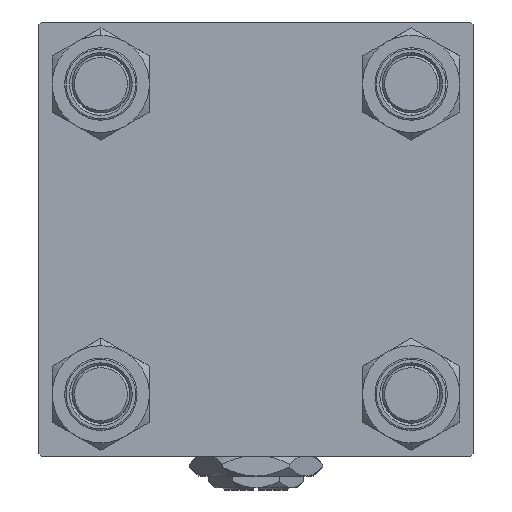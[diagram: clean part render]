
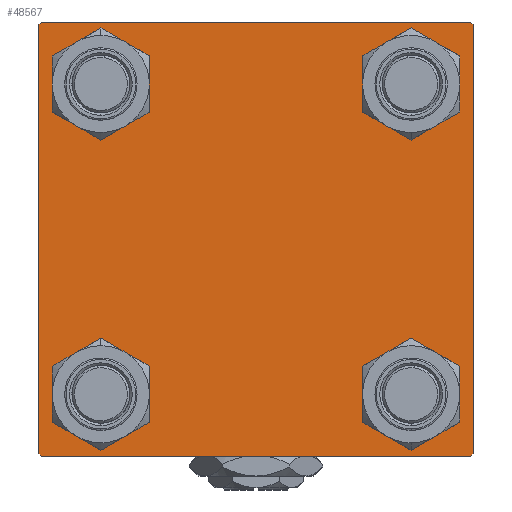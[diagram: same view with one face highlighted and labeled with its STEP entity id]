
A CAD part, left-side view. The second image highlights one B-rep face of the part: STEP entity #48567.
In plain terms, the highlighted planar face has unit normal (-1, 0, 0).
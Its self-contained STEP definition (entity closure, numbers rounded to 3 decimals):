
#1594 = CARTESIAN_POINT ( 'NONE',  ( 0., 32.15, -32.15 ) ) ;
#1742 = AXIS2_PLACEMENT_3D ( 'NONE', #8840, #28845, #45121 ) ;
#1894 = VERTEX_POINT ( 'NONE', #22132 ) ;
#2574 = DIRECTION ( 'NONE',  ( 1., 0., 0. ) ) ;
#2582 = ORIENTED_EDGE ( 'NONE', *, *, #36151, .T. ) ;
#2959 = VECTOR ( 'NONE', #7905, 1000. ) ;
#2982 = CARTESIAN_POINT ( 'NONE',  ( 0., -44.5, 45. ) ) ;
#3577 = EDGE_CURVE ( 'NONE', #16839, #31240, #32462, .T. ) ;
#4151 = VECTOR ( 'NONE', #36715, 1000. ) ;
#4555 = VECTOR ( 'NONE', #41443, 1000. ) ;
#5185 = ORIENTED_EDGE ( 'NONE', *, *, #9637, .T. ) ;
#5619 = FACE_BOUND ( 'NONE', #44735, .T. ) ;
#6125 = LINE ( 'NONE', #46676, #38560 ) ;
#6127 = DIRECTION ( 'NONE',  ( 1., 0., 0. ) ) ;
#6248 = VERTEX_POINT ( 'NONE', #43830 ) ;
#6268 = AXIS2_PLACEMENT_3D ( 'NONE', #1594, #6127, #22388 ) ;
#6409 = FACE_BOUND ( 'NONE', #16967, .T. ) ;
#6531 = CARTESIAN_POINT ( 'NONE',  ( 0., 32.15, -38.65 ) ) ;
#6606 = CIRCLE ( 'NONE', #48357, 6.5 ) ;
#6813 = CARTESIAN_POINT ( 'NONE',  ( 0., 32.15, 25.65 ) ) ;
#7206 = CARTESIAN_POINT ( 'NONE',  ( 0., -32.15, 32.15 ) ) ;
#7366 = ORIENTED_EDGE ( 'NONE', *, *, #37284, .T. ) ;
#7416 = ORIENTED_EDGE ( 'NONE', *, *, #26984, .T. ) ;
#7774 = CARTESIAN_POINT ( 'NONE',  ( 0., -44.5, -45. ) ) ;
#7897 = ORIENTED_EDGE ( 'NONE', *, *, #19898, .T. ) ;
#7905 = DIRECTION ( 'NONE',  ( 0., 0., -1. ) ) ;
#8060 = VERTEX_POINT ( 'NONE', #30997 ) ;
#8068 = VERTEX_POINT ( 'NONE', #18701 ) ;
#8515 = ORIENTED_EDGE ( 'NONE', *, *, #30484, .T. ) ;
#8840 = CARTESIAN_POINT ( 'NONE',  ( 0., -32.15, -32.15 ) ) ;
#9637 = EDGE_CURVE ( 'NONE', #50340, #6248, #10809, .T. ) ;
#9645 = ORIENTED_EDGE ( 'NONE', *, *, #35066, .T. ) ;
#10083 = AXIS2_PLACEMENT_3D ( 'NONE', #42672, #17863, #46701 ) ;
#10418 = VERTEX_POINT ( 'NONE', #6813 ) ;
#10421 = FACE_BOUND ( 'NONE', #16617, .T. ) ;
#10809 = LINE ( 'NONE', #19323, #23939 ) ;
#11666 = CARTESIAN_POINT ( 'NONE',  ( 0., 45., 45. ) ) ;
#12948 = VERTEX_POINT ( 'NONE', #20917 ) ;
#13855 = CARTESIAN_POINT ( 'NONE',  ( 0., 32.15, 32.15 ) ) ;
#14653 = VECTOR ( 'NONE', #43101, 1000. ) ;
#15646 = VECTOR ( 'NONE', #32251, 1000. ) ;
#15781 = DIRECTION ( 'NONE',  ( 0., -1., 0. ) ) ;
#15789 = CARTESIAN_POINT ( 'NONE',  ( 0., 32.15, 32.15 ) ) ;
#15965 = CARTESIAN_POINT ( 'NONE',  ( 0., -44.75, -44.75 ) ) ;
#16617 = EDGE_LOOP ( 'NONE', ( #20031, #2582 ) ) ;
#16839 = VERTEX_POINT ( 'NONE', #25581 ) ;
#16967 = EDGE_LOOP ( 'NONE', ( #24287, #38624 ) ) ;
#17027 = CIRCLE ( 'NONE', #1742, 6.5 ) ;
#17346 = DIRECTION ( 'NONE',  ( 0., 0., 1. ) ) ;
#17840 = DIRECTION ( 'NONE',  ( 1., 0., 0. ) ) ;
#17863 = DIRECTION ( 'NONE',  ( -1., 0., 0. ) ) ;
#17877 = EDGE_CURVE ( 'NONE', #50216, #41206, #30089, .T. ) ;
#18305 = CARTESIAN_POINT ( 'NONE',  ( 0., 44.75, 44.75 ) ) ;
#18660 = FACE_OUTER_BOUND ( 'NONE', #31345, .T. ) ;
#18701 = CARTESIAN_POINT ( 'NONE',  ( 0., -32.15, 25.65 ) ) ;
#18744 = CARTESIAN_POINT ( 'NONE',  ( 0., 45., 44.5 ) ) ;
#19266 = EDGE_CURVE ( 'NONE', #41206, #50216, #22479, .T. ) ;
#19323 = CARTESIAN_POINT ( 'NONE',  ( 0., 45., 45. ) ) ;
#19744 = VERTEX_POINT ( 'NONE', #46759 ) ;
#19898 = EDGE_CURVE ( 'NONE', #52255, #27468, #44058, .T. ) ;
#19952 = AXIS2_PLACEMENT_3D ( 'NONE', #50445, #21356, #17346 ) ;
#19977 = VECTOR ( 'NONE', #15781, 1000. ) ;
#20031 = ORIENTED_EDGE ( 'NONE', *, *, #22667, .T. ) ;
#20917 = CARTESIAN_POINT ( 'NONE',  ( 0., 32.15, 38.65 ) ) ;
#21356 = DIRECTION ( 'NONE',  ( 1., 0., 0. ) ) ;
#22124 = DIRECTION ( 'NONE',  ( 0., -0.707, -0.707 ) ) ;
#22132 = CARTESIAN_POINT ( 'NONE',  ( 0., -45., -44.5 ) ) ;
#22388 = DIRECTION ( 'NONE',  ( 0., 0., 1. ) ) ;
#22423 = EDGE_LOOP ( 'NONE', ( #34067, #7366 ) ) ;
#22479 = CIRCLE ( 'NONE', #47174, 6.5 ) ;
#22620 = ORIENTED_EDGE ( 'NONE', *, *, #27829, .T. ) ;
#22667 = EDGE_CURVE ( 'NONE', #19744, #36684, #17027, .T. ) ;
#22920 = DIRECTION ( 'NONE',  ( 0., 0., 1. ) ) ;
#23453 = DIRECTION ( 'NONE',  ( 0., 0., 1. ) ) ;
#23694 = CARTESIAN_POINT ( 'NONE',  ( 0., 44.5, -45. ) ) ;
#23736 = DIRECTION ( 'NONE',  ( 0., 0., 1. ) ) ;
#23939 = VECTOR ( 'NONE', #42802, 1000. ) ;
#24241 = CARTESIAN_POINT ( 'NONE',  ( 0., 32.15, -32.15 ) ) ;
#24287 = ORIENTED_EDGE ( 'NONE', *, *, #17877, .T. ) ;
#25581 = CARTESIAN_POINT ( 'NONE',  ( 0., 44.5, 45. ) ) ;
#26233 = CARTESIAN_POINT ( 'NONE',  ( 0., 32.15, -25.65 ) ) ;
#26407 = PLANE ( 'NONE',  #10083 ) ;
#26892 = ORIENTED_EDGE ( 'NONE', *, *, #37396, .F. ) ;
#26935 = DIRECTION ( 'NONE',  ( 1., 0., 0. ) ) ;
#26984 = EDGE_CURVE ( 'NONE', #16839, #50340, #42050, .T. ) ;
#27468 = VERTEX_POINT ( 'NONE', #7774 ) ;
#27829 = EDGE_CURVE ( 'NONE', #6248, #52255, #6125, .T. ) ;
#27905 = EDGE_CURVE ( 'NONE', #12948, #10418, #50498, .T. ) ;
#28438 = AXIS2_PLACEMENT_3D ( 'NONE', #15789, #40849, #48610 ) ;
#28845 = DIRECTION ( 'NONE',  ( 1., 0., 0. ) ) ;
#28997 = VERTEX_POINT ( 'NONE', #31789 ) ;
#29214 = ORIENTED_EDGE ( 'NONE', *, *, #33543, .T. ) ;
#30089 = CIRCLE ( 'NONE', #6268, 6.5 ) ;
#30484 = EDGE_CURVE ( 'NONE', #27468, #1894, #52526, .T. ) ;
#30997 = CARTESIAN_POINT ( 'NONE',  ( 0., -32.15, 38.65 ) ) ;
#31240 = VERTEX_POINT ( 'NONE', #2982 ) ;
#31345 = EDGE_LOOP ( 'NONE', ( #5185, #22620, #7897, #8515, #26892, #29214, #40912, #7416 ) ) ;
#31789 = CARTESIAN_POINT ( 'NONE',  ( 0., -45., 44.5 ) ) ;
#32251 = DIRECTION ( 'NONE',  ( 0., -0.707, 0.707 ) ) ;
#32462 = LINE ( 'NONE', #11666, #4151 ) ;
#32934 = LINE ( 'NONE', #49469, #4555 ) ;
#33543 = EDGE_CURVE ( 'NONE', #28997, #31240, #32934, .T. ) ;
#34067 = ORIENTED_EDGE ( 'NONE', *, *, #42822, .T. ) ;
#34486 = AXIS2_PLACEMENT_3D ( 'NONE', #51138, #2574, #35647 ) ;
#35066 = EDGE_CURVE ( 'NONE', #10418, #12948, #50611, .T. ) ;
#35647 = DIRECTION ( 'NONE',  ( 0., 0., 1. ) ) ;
#36151 = EDGE_CURVE ( 'NONE', #36684, #19744, #50640, .T. ) ;
#36684 = VERTEX_POINT ( 'NONE', #45793 ) ;
#36715 = DIRECTION ( 'NONE',  ( 0., -1., 0. ) ) ;
#36850 = AXIS2_PLACEMENT_3D ( 'NONE', #13855, #17840, #22920 ) ;
#37284 = EDGE_CURVE ( 'NONE', #8068, #8060, #47259, .T. ) ;
#37396 = EDGE_CURVE ( 'NONE', #28997, #1894, #52198, .T. ) ;
#38560 = VECTOR ( 'NONE', #22124, 1000. ) ;
#38624 = ORIENTED_EDGE ( 'NONE', *, *, #19266, .T. ) ;
#40057 = CARTESIAN_POINT ( 'NONE',  ( 0., 45., -45. ) ) ;
#40695 = CARTESIAN_POINT ( 'NONE',  ( 0., -45., 45. ) ) ;
#40849 = DIRECTION ( 'NONE',  ( 1., 0., 0. ) ) ;
#40912 = ORIENTED_EDGE ( 'NONE', *, *, #3577, .F. ) ;
#41206 = VERTEX_POINT ( 'NONE', #6531 ) ;
#41443 = DIRECTION ( 'NONE',  ( 0., 0.707, 0.707 ) ) ;
#41876 = FACE_BOUND ( 'NONE', #22423, .T. ) ;
#42050 = LINE ( 'NONE', #18305, #14653 ) ;
#42672 = CARTESIAN_POINT ( 'NONE',  ( 0., 0., 0. ) ) ;
#42802 = DIRECTION ( 'NONE',  ( 0., 0., -1. ) ) ;
#42822 = EDGE_CURVE ( 'NONE', #8060, #8068, #6606, .T. ) ;
#43101 = DIRECTION ( 'NONE',  ( 0., 0.707, -0.707 ) ) ;
#43635 = ORIENTED_EDGE ( 'NONE', *, *, #27905, .T. ) ;
#43830 = CARTESIAN_POINT ( 'NONE',  ( 0., 45., -44.5 ) ) ;
#44058 = LINE ( 'NONE', #40057, #19977 ) ;
#44735 = EDGE_LOOP ( 'NONE', ( #43635, #9645 ) ) ;
#45121 = DIRECTION ( 'NONE',  ( 0., 0., 1. ) ) ;
#45793 = CARTESIAN_POINT ( 'NONE',  ( 0., -32.15, -38.65 ) ) ;
#46676 = CARTESIAN_POINT ( 'NONE',  ( 0., 44.75, -44.75 ) ) ;
#46701 = DIRECTION ( 'NONE',  ( 0., 0., 1. ) ) ;
#46759 = CARTESIAN_POINT ( 'NONE',  ( 0., -32.15, -25.65 ) ) ;
#47174 = AXIS2_PLACEMENT_3D ( 'NONE', #24241, #48271, #23453 ) ;
#47259 = CIRCLE ( 'NONE', #34486, 6.5 ) ;
#48271 = DIRECTION ( 'NONE',  ( 1., 0., 0. ) ) ;
#48357 = AXIS2_PLACEMENT_3D ( 'NONE', #7206, #26935, #23736 ) ;
#48567 = ADVANCED_FACE ( 'NONE', ( #41876, #10421, #6409, #5619, #18660 ), #26407, .T. ) ;
#48610 = DIRECTION ( 'NONE',  ( 0., 0., 1. ) ) ;
#49469 = CARTESIAN_POINT ( 'NONE',  ( 0., -44.75, 44.75 ) ) ;
#50216 = VERTEX_POINT ( 'NONE', #26233 ) ;
#50340 = VERTEX_POINT ( 'NONE', #18744 ) ;
#50445 = CARTESIAN_POINT ( 'NONE',  ( 0., -32.15, -32.15 ) ) ;
#50498 = CIRCLE ( 'NONE', #36850, 6.5 ) ;
#50611 = CIRCLE ( 'NONE', #28438, 6.5 ) ;
#50640 = CIRCLE ( 'NONE', #19952, 6.5 ) ;
#51138 = CARTESIAN_POINT ( 'NONE',  ( 0., -32.15, 32.15 ) ) ;
#52198 = LINE ( 'NONE', #40695, #2959 ) ;
#52255 = VERTEX_POINT ( 'NONE', #23694 ) ;
#52526 = LINE ( 'NONE', #15965, #15646 ) ;
